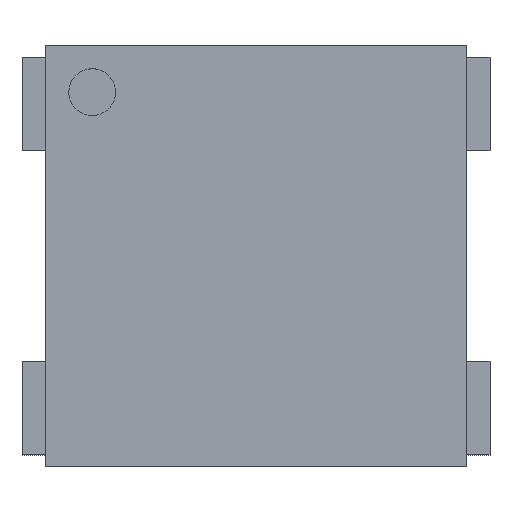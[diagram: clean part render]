
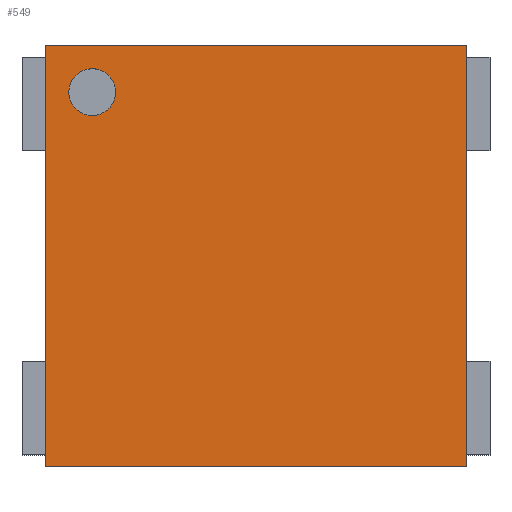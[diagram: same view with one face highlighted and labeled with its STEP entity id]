
A CAD part, top view. The second image highlights one B-rep face of the part: STEP entity #549.
In plain terms, the highlighted planar face has unit normal (0, 0, 1).
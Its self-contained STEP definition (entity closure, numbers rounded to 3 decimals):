
#13=DIRECTION('',(0.,0.,1.));
#148=VECTOR('',#149,1.);
#149=DIRECTION('',(0.,-1.,0.));
#155=VECTOR('',#156,1.);
#156=DIRECTION('',(1.,0.,0.));
#251=VERTEX_POINT('',#252);
#252=CARTESIAN_POINT('',(0.45,0.45,0.4));
#255=EDGE_CURVE('',#251,#256,#258,.T.);
#256=VERTEX_POINT('',#257);
#257=CARTESIAN_POINT('',(0.45,-0.45,0.4));
#258=LINE('',#252,#148);
#296=VERTEX_POINT('',#297);
#297=CARTESIAN_POINT('',(-0.45,0.45,0.4));
#300=ORIENTED_EDGE('',*,*,#301,.F.);
#301=EDGE_CURVE('',#296,#251,#302,.T.);
#302=LINE('',#297,#155);
#310=ORIENTED_EDGE('',*,*,#311,.T.);
#311=EDGE_CURVE('',#296,#312,#314,.T.);
#312=VERTEX_POINT('',#313);
#313=CARTESIAN_POINT('',(-0.45,-0.45,0.4));
#314=LINE('',#297,#148);
#545=EDGE_CURVE('',#312,#256,#546,.T.);
#546=LINE('',#313,#155);
#549=ADVANCED_FACE('',(#550,#554),#564,.T.);
#550=FACE_BOUND('',#551,.T.);
#551=EDGE_LOOP('',(#300,#310,#552,#553));
#552=ORIENTED_EDGE('',*,*,#545,.T.);
#553=ORIENTED_EDGE('',*,*,#255,.F.);
#554=FACE_BOUND('',#555,.T.);
#555=EDGE_LOOP('',(#556));
#556=ORIENTED_EDGE('',*,*,#557,.T.);
#557=EDGE_CURVE('',#558,#558,#560,.T.);
#558=VERTEX_POINT('',#559);
#559=CARTESIAN_POINT('',(-0.35,0.3,0.4));
#560=CIRCLE('',#561,0.05);
#561=AXIS2_PLACEMENT_3D('',#562,#563,#149);
#562=CARTESIAN_POINT('',(-0.35,0.35,0.4));
#563=DIRECTION('',(0.,0.,-1.));
#564=PLANE('',#565);
#565=AXIS2_PLACEMENT_3D('',#297,#13,#149);
